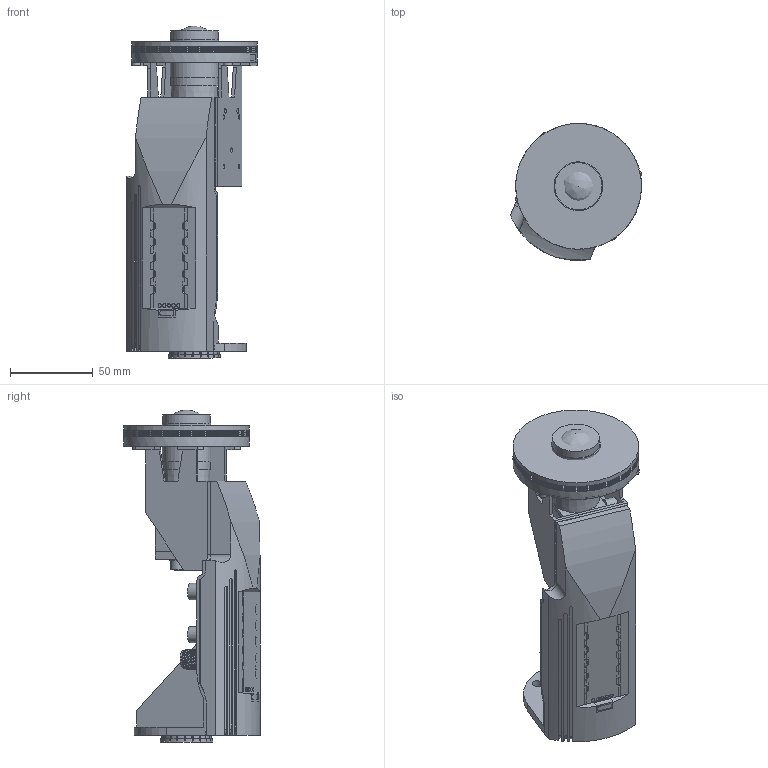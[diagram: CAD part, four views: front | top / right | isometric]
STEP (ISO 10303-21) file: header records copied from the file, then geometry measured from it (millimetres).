
FILE_DESCRIPTION(/* description */ ('evotronLIGHT Ringlicht R-50x24-P-S','CAx-IF Rec.Pracs.---Representation and Presentation of Product Manufacturing Information (PMI)---4.0---2014-10-13'),/* implementation_level */ '2;1');
FILE_NAME(/* name */ 'RCAM-X-R76.stp',/* time_stamp */ '2022-11-09T17:38:43+01:00',/* author */ ('S. Ludwig'),/* organization */ ('evotron GmbH & Co. KG Pfuetschbergstrasse 1 98527 Suhl'),/* preprocessor_version */ 'ST-DEVELOPER v19.2',/* authorisation */ '');
FILE_SCHEMA (('AUTOMOTIVE_DESIGN { 1 0 10303 214 3 1 1 }'));
Products named in the file (1): Roboterarm_Vereinfachen_3
Bounding box: 79.07 x 82.49 x 200.5 mm (x, y, z)
Surface area: 98302.9 mm2 (no closed solid volume)
Topology: 0 solids, 126 shells, 1235 faces, 3467 edges, 1925 vertices
Faces by surface type: plane 679, cylinder 396, sphere 80, cone 52, bspline 19, torus 9
Full cylindrical faces by diameter (mm): 1.385 x1, 1.6 x1, 2.6 x4, 2.7 x4, 3 x5, 3.1 x3, 3.2 x2, 3.35 x3, 6 x3, 6.1 x4, 8 x3, 8.85 x1, 10 x2, 10.7 x1, 10.8 x9, 11 x1, 12 x1, 14.1 x1, 28.5 x2, 29.5 x1, 52.9 x1, 68 x1, 71.45 x1, 72.25 x1, 73.05 x1, 74.85 x1, 76 x5
Entity records: 50997 total; most frequent: CARTESIAN_POINT 19640, DIRECTION 6637, ORIENTED_EDGE 6155, EDGE_CURVE 3465, AXIS2_PLACEMENT_3D 2248, LINE 2141, VECTOR 2141, VERTEX_POINT 1925
